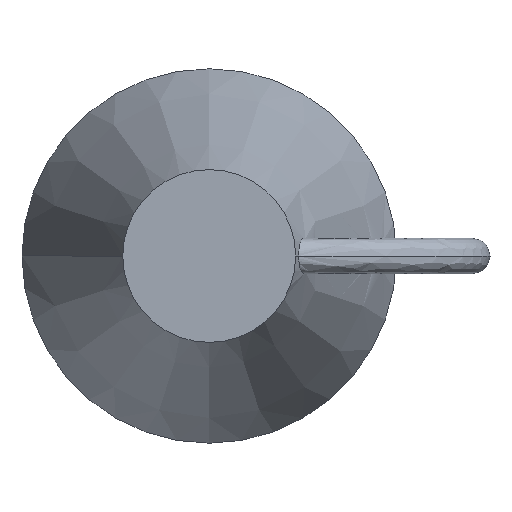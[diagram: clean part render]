
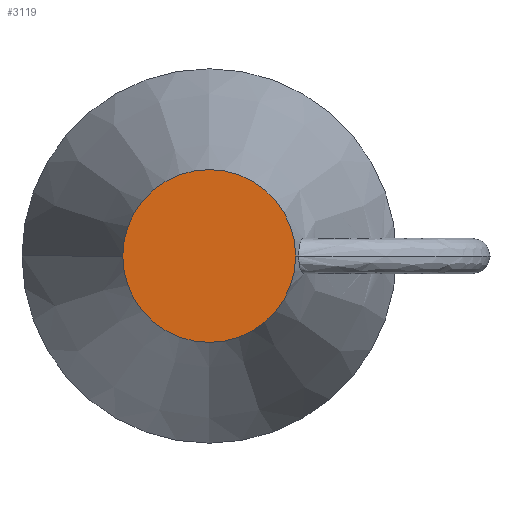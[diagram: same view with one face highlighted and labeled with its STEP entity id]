
A CAD part, front view. The second image highlights one B-rep face of the part: STEP entity #3119.
In plain terms, the highlighted planar face has unit normal (0, -1, 0).
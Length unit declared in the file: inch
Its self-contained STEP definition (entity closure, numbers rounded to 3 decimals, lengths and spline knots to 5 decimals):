
#1832=CARTESIAN_POINT('',(0.,-25.,0.));
#1833=DIRECTION('',(0.,-1.,0.));
#1834=DIRECTION('',(-1.,0.,0.));
#1835=AXIS2_PLACEMENT_3D('',#1832,#1833,#1834);
#1837=CARTESIAN_POINT('',(0.,-25.,0.));
#1838=DIRECTION('',(0.,1.,0.));
#1839=DIRECTION('',(-1.,0.,0.));
#1840=AXIS2_PLACEMENT_3D('',#1837,#1838,#1839);
#1851=CARTESIAN_POINT('',(-170.02348,-25.,0.));
#1853=VERTEX_POINT('',#1851);
#1856=CARTESIAN_POINT('',(170.02348,-25.,0.));
#1857=VERTEX_POINT('',#1856);
#3110=CARTESIAN_POINT('',(0.,-25.,0.));
#3111=DIRECTION('',(0.,1.,0.));
#3112=DIRECTION('',(1.,0.,0.));
#3113=AXIS2_PLACEMENT_3D('',#3110,#3111,#3112);
#3114=PLANE('',#3113);
#3115=ORIENTED_EDGE('',*,*,#1946,.F.);
#3116=ORIENTED_EDGE('',*,*,#3100,.T.);
#3117=EDGE_LOOP('',(#3115,#3116));
#3118=FACE_OUTER_BOUND('',#3117,.F.);
#3119=ADVANCED_FACE('',(#3118),#3114,.F.);
#1836=CIRCLE('',#1835,170.02348);
#1841=CIRCLE('',#1840,170.02348);
#1946=EDGE_CURVE('',#1853,#1857,#1836,.T.);
#3100=EDGE_CURVE('',#1853,#1857,#1841,.T.);
